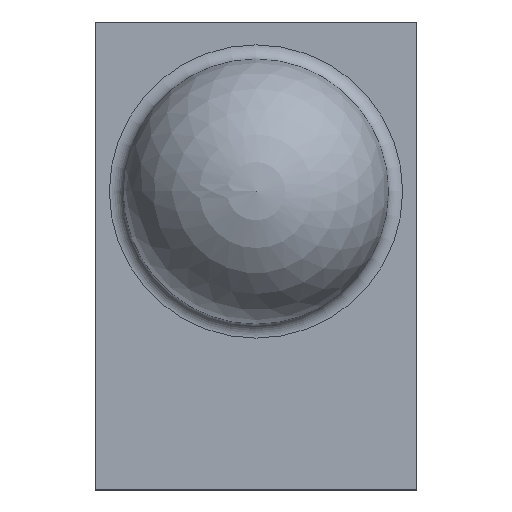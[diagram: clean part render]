
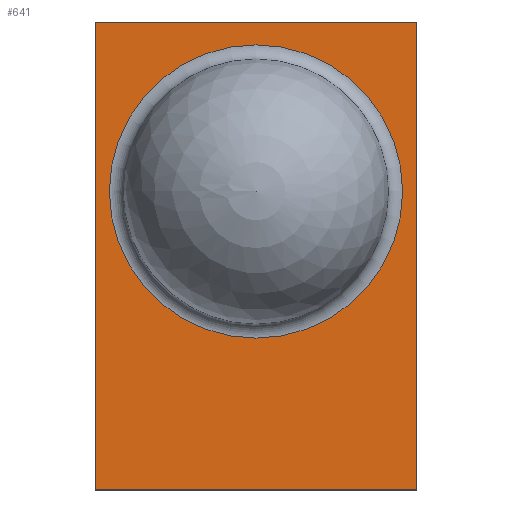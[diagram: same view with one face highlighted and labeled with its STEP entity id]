
A CAD part, top view. The second image highlights one B-rep face of the part: STEP entity #641.
In plain terms, the highlighted planar face has unit normal (0, 0, 1).
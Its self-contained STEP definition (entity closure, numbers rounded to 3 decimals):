
#14=FACE_BOUND('',#115,.T.);
#44=PLANE('',#719);
#79=FACE_OUTER_BOUND('',#114,.T.);
#114=EDGE_LOOP('',(#551,#552,#553,#554));
#115=EDGE_LOOP('',(#555));
#172=LINE('',#1077,#232);
#173=LINE('',#1079,#233);
#174=LINE('',#1081,#234);
#175=LINE('',#1082,#235);
#232=VECTOR('',#893,10.);
#233=VECTOR('',#894,10.);
#234=VECTOR('',#895,10.);
#235=VECTOR('',#896,10.);
#272=CIRCLE('',#718,1.445);
#324=VERTEX_POINT('',#1071);
#325=VERTEX_POINT('',#1075);
#326=VERTEX_POINT('',#1076);
#327=VERTEX_POINT('',#1078);
#328=VERTEX_POINT('',#1080);
#409=EDGE_CURVE('',#324,#324,#272,.T.);
#410=EDGE_CURVE('',#325,#326,#172,.T.);
#411=EDGE_CURVE('',#326,#327,#173,.T.);
#412=EDGE_CURVE('',#327,#328,#174,.T.);
#413=EDGE_CURVE('',#328,#325,#175,.T.);
#551=ORIENTED_EDGE('',*,*,#410,.T.);
#552=ORIENTED_EDGE('',*,*,#411,.T.);
#553=ORIENTED_EDGE('',*,*,#412,.T.);
#554=ORIENTED_EDGE('',*,*,#413,.T.);
#555=ORIENTED_EDGE('',*,*,#409,.F.);
#641=ADVANCED_FACE('',(#79,#14),#44,.T.);
#718=AXIS2_PLACEMENT_3D('',#1073,#889,#890);
#719=AXIS2_PLACEMENT_3D('',#1074,#891,#892);
#889=DIRECTION('center_axis',(0.,0.,1.));
#890=DIRECTION('ref_axis',(-1.,0.,0.));
#891=DIRECTION('center_axis',(0.,0.,1.));
#892=DIRECTION('ref_axis',(1.,0.,0.));
#893=DIRECTION('',(1.,0.,0.));
#894=DIRECTION('',(0.,1.,0.));
#895=DIRECTION('',(-1.,0.,0.));
#896=DIRECTION('',(0.,-1.,0.));
#1071=CARTESIAN_POINT('',(1.445,0.,0.57));
#1073=CARTESIAN_POINT('Origin',(0.,0.,0.57));
#1074=CARTESIAN_POINT('Origin',(0.,-0.635,0.57));
#1075=CARTESIAN_POINT('',(-1.585,-2.94,0.57));
#1076=CARTESIAN_POINT('',(1.585,-2.94,0.57));
#1077=CARTESIAN_POINT('',(1.585,-2.94,0.57));
#1078=CARTESIAN_POINT('',(1.585,1.67,0.57));
#1079=CARTESIAN_POINT('',(1.585,1.67,0.57));
#1080=CARTESIAN_POINT('',(-1.585,1.67,0.57));
#1081=CARTESIAN_POINT('',(-1.585,1.67,0.57));
#1082=CARTESIAN_POINT('',(-1.585,-2.94,0.57));
